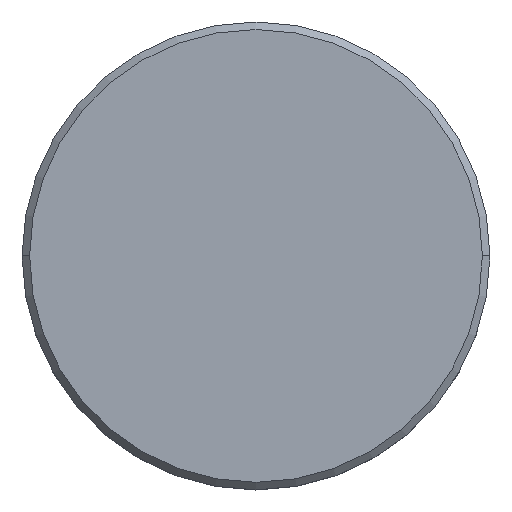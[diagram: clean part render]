
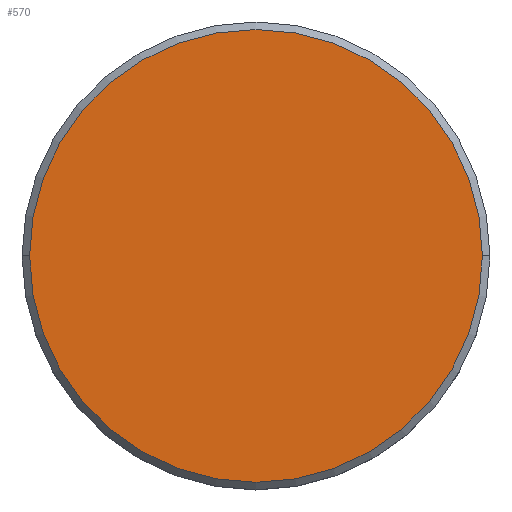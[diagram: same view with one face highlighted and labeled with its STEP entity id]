
A CAD part, top view. The second image highlights one B-rep face of the part: STEP entity #570.
In plain terms, the highlighted planar face has unit normal (0, 0, 1).
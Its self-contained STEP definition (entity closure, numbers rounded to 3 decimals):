
#84 = CARTESIAN_POINT ( 'NONE',  ( 0., 0., 0. ) ) ;
#172 = AXIS2_PLACEMENT_3D ( 'NONE', #833, #762, #206 ) ;
#205 = ORIENTED_EDGE ( 'NONE', *, *, #1073, .T. ) ;
#206 = DIRECTION ( 'NONE',  ( 1., 0., 0. ) ) ;
#215 = EDGE_CURVE ( 'NONE', #507, #1015, #872, .T. ) ;
#252 = CARTESIAN_POINT ( 'NONE',  ( 0., 0., 0. ) ) ;
#253 = PLANE ( 'NONE',  #1038 ) ;
#270 = DIRECTION ( 'NONE',  ( 1., 0., 0. ) ) ;
#427 = CARTESIAN_POINT ( 'NONE',  ( -15., 0., 0. ) ) ;
#444 = DIRECTION ( 'NONE',  ( 1., 0., 0. ) ) ;
#507 = VERTEX_POINT ( 'NONE', #696 ) ;
#539 = DIRECTION ( 'NONE',  ( 0., 0., 1. ) ) ;
#563 = EDGE_LOOP ( 'NONE', ( #205, #715 ) ) ;
#570 = ADVANCED_FACE ( 'NONE', ( #1064 ), #253, .T. ) ;
#619 = DIRECTION ( 'NONE',  ( 0., 0., 1. ) ) ;
#674 = CIRCLE ( 'NONE', #786, 15. ) ;
#696 = CARTESIAN_POINT ( 'NONE',  ( 15., 0., 0. ) ) ;
#715 = ORIENTED_EDGE ( 'NONE', *, *, #215, .T. ) ;
#762 = DIRECTION ( 'NONE',  ( 0., 0., 1. ) ) ;
#786 = AXIS2_PLACEMENT_3D ( 'NONE', #252, #619, #270 ) ;
#833 = CARTESIAN_POINT ( 'NONE',  ( 0., 0., 0. ) ) ;
#872 = CIRCLE ( 'NONE', #172, 15. ) ;
#1015 = VERTEX_POINT ( 'NONE', #427 ) ;
#1038 = AXIS2_PLACEMENT_3D ( 'NONE', #84, #539, #444 ) ;
#1064 = FACE_OUTER_BOUND ( 'NONE', #563, .T. ) ;
#1073 = EDGE_CURVE ( 'NONE', #1015, #507, #674, .T. ) ;
